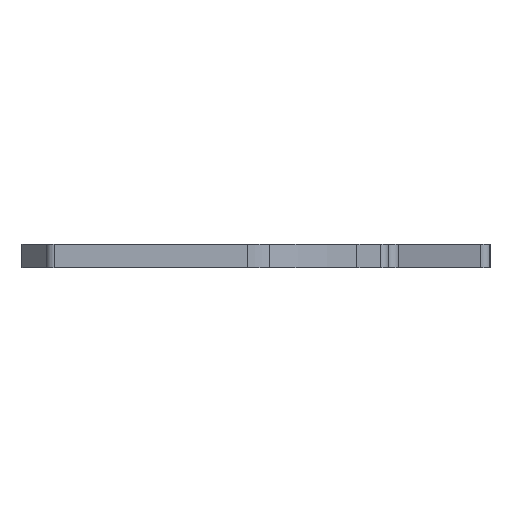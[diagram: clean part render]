
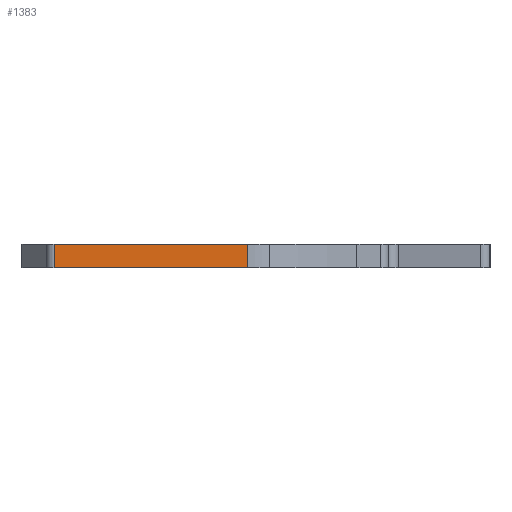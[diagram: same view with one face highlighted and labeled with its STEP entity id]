
A CAD part, left-side view. The second image highlights one B-rep face of the part: STEP entity #1383.
In plain terms, the highlighted planar face has unit normal (-1, 0, 0).
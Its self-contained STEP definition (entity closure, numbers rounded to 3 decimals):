
#226=DIRECTION('',(0.,1.,0.));
#227=VECTOR('',#226,12.341);
#228=CARTESIAN_POINT('',(-45.9,16.,0.));
#229=LINE('',#228,#227);
#623=DIRECTION('',(0.,0.,-1.));
#624=VECTOR('',#623,1.5);
#625=CARTESIAN_POINT('',(-45.9,16.,1.5));
#626=LINE('',#625,#624);
#637=DIRECTION('',(0.,1.,0.));
#638=VECTOR('',#637,12.341);
#639=CARTESIAN_POINT('',(-45.9,16.,1.5));
#640=LINE('',#639,#638);
#644=DIRECTION('',(0.,0.,1.));
#645=VECTOR('',#644,1.5);
#646=CARTESIAN_POINT('',(-45.9,28.341,0.));
#647=LINE('',#646,#645);
#908=CARTESIAN_POINT('',(-45.9,28.341,0.));
#909=VERTEX_POINT('',#908);
#910=CARTESIAN_POINT('',(-45.9,16.,0.));
#911=VERTEX_POINT('',#910);
#948=CARTESIAN_POINT('',(-45.9,16.,1.5));
#949=VERTEX_POINT('',#948);
#950=CARTESIAN_POINT('',(-45.9,28.341,1.5));
#951=VERTEX_POINT('',#950);
#1371=CARTESIAN_POINT('',(-45.9,16.,0.));
#1372=DIRECTION('',(1.,0.,0.));
#1373=DIRECTION('',(0.,-1.,0.));
#1374=AXIS2_PLACEMENT_3D('',#1371,#1372,#1373);
#1375=PLANE('',#1374);
#1377=ORIENTED_EDGE('',*,*,#1376,.T.);
#1378=ORIENTED_EDGE('',*,*,#1143,.F.);
#1379=ORIENTED_EDGE('',*,*,#1356,.T.);
#1380=ORIENTED_EDGE('',*,*,#1067,.T.);
#1381=EDGE_LOOP('',(#1377,#1378,#1379,#1380));
#1382=FACE_OUTER_BOUND('',#1381,.F.);
#1067=EDGE_CURVE('',#911,#909,#229,.T.);
#1143=EDGE_CURVE('',#949,#951,#640,.T.);
#1356=EDGE_CURVE('',#949,#911,#626,.T.);
#1376=EDGE_CURVE('',#909,#951,#647,.T.);
#1383=ADVANCED_FACE('',(#1382),#1375,.F.);
